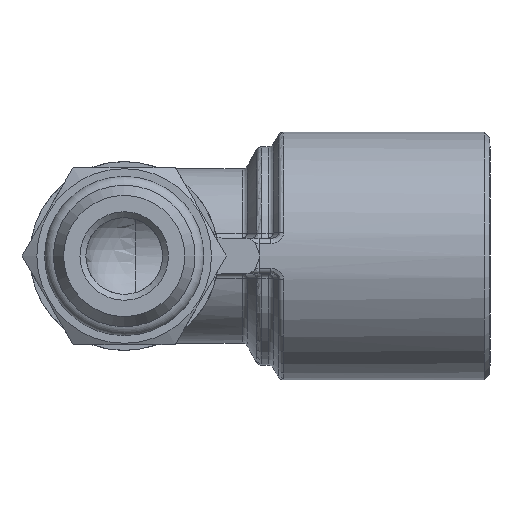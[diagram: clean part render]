
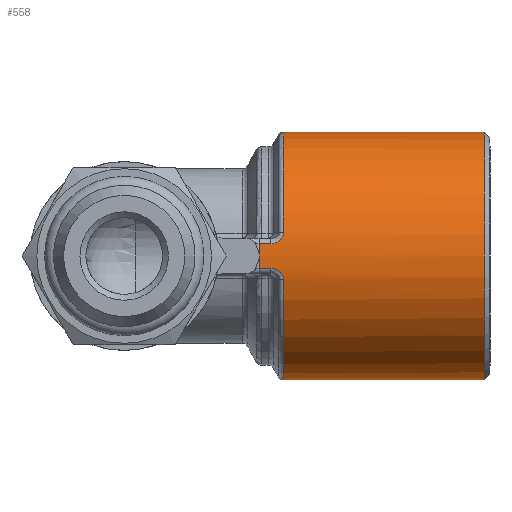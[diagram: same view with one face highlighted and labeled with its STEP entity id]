
A CAD part, front view. The second image highlights one B-rep face of the part: STEP entity #558.
In plain terms, the highlighted cylindrical face has radius 10.5 mm (diameter 21 mm), a full revolution.
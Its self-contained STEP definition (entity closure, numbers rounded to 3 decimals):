
#558 = ADVANCED_FACE( 'NONE', ( #1283, #1284 ), #1285, .T. );
#1283 = FACE_OUTER_BOUND( '', #3352, .T. );
#1284 = FACE_OUTER_BOUND( '', #3353, .T. );
#1285 = CYLINDRICAL_SURFACE( '', #3354, 10.5 );
#3352 = EDGE_LOOP( '', ( #6196, #6197, #6198, #6199, #6200, #6201, #6202 ) );
#3353 = EDGE_LOOP( '', ( #6203 ) );
#3354 = AXIS2_PLACEMENT_3D( '', #6204, #6205, #6206 );
#6196 = ORIENTED_EDGE( '', *, *, #7951, .T. );
#6197 = ORIENTED_EDGE( '', *, *, #8082, .T. );
#6198 = ORIENTED_EDGE( '', *, *, #8083, .T. );
#6199 = ORIENTED_EDGE( '', *, *, #8084, .T. );
#6200 = ORIENTED_EDGE( '', *, *, #8085, .T. );
#6201 = ORIENTED_EDGE( '', *, *, #8086, .T. );
#6202 = ORIENTED_EDGE( '', *, *, #7946, .T. );
#6203 = ORIENTED_EDGE( '', *, *, #8087, .T. );
#6204 = CARTESIAN_POINT( '', ( 0., 0., 0. ) );
#6205 = DIRECTION( '', ( 1., 0., 0. ) );
#6206 = DIRECTION( '', ( 0., 0., 1. ) );
#7946 = EDGE_CURVE( 'NONE', #9180, #9178, #9181, .T. );
#7951 = EDGE_CURVE( 'NONE', #9178, #9186, #9188, .T. );
#8082 = EDGE_CURVE( 'NONE', #9186, #9381, #9382, .T. );
#8083 = EDGE_CURVE( 'NONE', #9381, #9383, #9384, .T. );
#8084 = EDGE_CURVE( 'NONE', #9383, #9129, #9385, .T. );
#8085 = EDGE_CURVE( 'NONE', #9129, #8767, #9386, .T. );
#8086 = EDGE_CURVE( 'NONE', #8767, #9180, #9387, .T. );
#8087 = EDGE_CURVE( 'NONE', #9388, #9388, #9389, .T. );
#8767 = VERTEX_POINT( 'NONE', #10451 );
#9129 = VERTEX_POINT( 'NONE', #11745 );
#9178 = VERTEX_POINT( 'NONE', #11859 );
#9180 = VERTEX_POINT( 'NONE', #11861 );
#9181 = B_SPLINE_CURVE_WITH_KNOTS( '', 3, ( #11862, #11863, #11864, #11865, #11866, #11867, #11868, #11869, #11870, #11871, #11872, #11873, #11874 ), .UNSPECIFIED., .F., .F., ( 4, 1, 1, 1, 1, 1, 1, 1, 1, 1, 4 ), ( 0., 0.063, 0.126, 0.188, 0.25, 0.376, 0.499, 0.625, 0.749, 0.874, 1. ), .UNSPECIFIED. );
#9186 = VERTEX_POINT( 'NONE', #11886 );
#9188 = CIRCLE( '', #11888, 10.5 );
#9381 = VERTEX_POINT( 'NONE', #12524 );
#9382 = B_SPLINE_CURVE_WITH_KNOTS( '', 3, ( #12525, #12526, #12527, #12528, #12529, #12530, #12531, #12532, #12533, #12534, #12535, #12536, #12537 ), .UNSPECIFIED., .F., .F., ( 4, 1, 1, 1, 1, 1, 1, 1, 1, 1, 4 ), ( 0., 0.063, 0.126, 0.188, 0.25, 0.374, 0.5, 0.624, 0.75, 0.874, 1. ), .UNSPECIFIED. );
#9383 = VERTEX_POINT( 'NONE', #12538 );
#9384 = LINE( '', #12539, #12540 );
#9385 = ( BOUNDED_CURVE(  )B_SPLINE_CURVE( 3, ( #12543, #12544, #12545, #12546 ), .UNSPECIFIED., .F., .F. )B_SPLINE_CURVE_WITH_KNOTS( ( 4, 4 ), ( 3.041, 3.142 ), .UNSPECIFIED. )CURVE(  )GEOMETRIC_REPRESENTATION_ITEM(  )RATIONAL_B_SPLINE_CURVE( ( 1., 0.999, 0.999, 1. ) )REPRESENTATION_ITEM( '' ) );
#9386 = ( BOUNDED_CURVE(  )B_SPLINE_CURVE( 3, ( #12554, #12555, #12556, #12557 ), .UNSPECIFIED., .F., .F. )B_SPLINE_CURVE_WITH_KNOTS( ( 4, 4 ), ( 3.142, 3.242 ), .UNSPECIFIED. )CURVE(  )GEOMETRIC_REPRESENTATION_ITEM(  )RATIONAL_B_SPLINE_CURVE( ( 1., 0.999, 0.999, 1. ) )REPRESENTATION_ITEM( '' ) );
#9387 = LINE( '', #12563, #12564 );
#9388 = VERTEX_POINT( '', #12565 );
#9389 = CIRCLE( '', #12566, 10.5 );
#10451 = CARTESIAN_POINT( '', ( 11.442, -10.447, -1.05 ) );
#11745 = CARTESIAN_POINT( '', ( 11.5, -10.5, 0. ) );
#11859 = CARTESIAN_POINT( '', ( 13.499, -10.308, -2. ) );
#11861 = CARTESIAN_POINT( '', ( 12.43, -10.447, -1.05 ) );
#11862 = CARTESIAN_POINT( '', ( 12.43, -10.447, -1.05 ) );
#11863 = CARTESIAN_POINT( '', ( 12.464, -10.447, -1.051 ) );
#11864 = CARTESIAN_POINT( '', ( 12.531, -10.447, -1.052 ) );
#11865 = CARTESIAN_POINT( '', ( 12.63, -10.446, -1.065 ) );
#11866 = CARTESIAN_POINT( '', ( 12.728, -10.444, -1.085 ) );
#11867 = CARTESIAN_POINT( '', ( 12.855, -10.44, -1.122 ) );
#11868 = CARTESIAN_POINT( '', ( 13.008, -10.433, -1.189 ) );
#11869 = CARTESIAN_POINT( '', ( 13.173, -10.419, -1.303 ) );
#11870 = CARTESIAN_POINT( '', ( 13.313, -10.4, -1.445 ) );
#11871 = CARTESIAN_POINT( '', ( 13.418, -10.376, -1.615 ) );
#11872 = CARTESIAN_POINT( '', ( 13.487, -10.345, -1.803 ) );
#11873 = CARTESIAN_POINT( '', ( 13.495, -10.32, -1.934 ) );
#11874 = CARTESIAN_POINT( '', ( 13.499, -10.308, -2. ) );
#11886 = CARTESIAN_POINT( '', ( 13.499, -10.308, 2. ) );
#11888 = AXIS2_PLACEMENT_3D( '', #14638, #14639, #14640 );
#12524 = CARTESIAN_POINT( '', ( 12.43, -10.447, 1.05 ) );
#12525 = CARTESIAN_POINT( '', ( 13.499, -10.308, 2. ) );
#12526 = CARTESIAN_POINT( '', ( 13.498, -10.314, 1.967 ) );
#12527 = CARTESIAN_POINT( '', ( 13.496, -10.327, 1.901 ) );
#12528 = CARTESIAN_POINT( '', ( 13.479, -10.344, 1.804 ) );
#12529 = CARTESIAN_POINT( '', ( 13.452, -10.36, 1.709 ) );
#12530 = CARTESIAN_POINT( '', ( 13.402, -10.379, 1.588 ) );
#12531 = CARTESIAN_POINT( '', ( 13.314, -10.4, 1.447 ) );
#12532 = CARTESIAN_POINT( '', ( 13.175, -10.419, 1.304 ) );
#12533 = CARTESIAN_POINT( '', ( 13.009, -10.433, 1.19 ) );
#12534 = CARTESIAN_POINT( '', ( 12.826, -10.441, 1.11 ) );
#12535 = CARTESIAN_POINT( '', ( 12.631, -10.446, 1.059 ) );
#12536 = CARTESIAN_POINT( '', ( 12.497, -10.447, 1.053 ) );
#12537 = CARTESIAN_POINT( '', ( 12.43, -10.447, 1.05 ) );
#12538 = CARTESIAN_POINT( '', ( 11.442, -10.447, 1.05 ) );
#12539 = CARTESIAN_POINT( '', ( 0., -10.447, 1.05 ) );
#12540 = VECTOR( '', #14721, 1000. );
#12543 = CARTESIAN_POINT( '', ( 11.442, -10.447, 1.05 ) );
#12544 = CARTESIAN_POINT( '', ( 11.481, -10.482, 0.701 ) );
#12545 = CARTESIAN_POINT( '', ( 11.5, -10.5, 0.351 ) );
#12546 = CARTESIAN_POINT( '', ( 11.5, -10.5, 0. ) );
#12554 = CARTESIAN_POINT( '', ( 11.5, -10.5, 0. ) );
#12555 = CARTESIAN_POINT( '', ( 11.5, -10.5, -0.351 ) );
#12556 = CARTESIAN_POINT( '', ( 11.481, -10.482, -0.701 ) );
#12557 = CARTESIAN_POINT( '', ( 11.442, -10.447, -1.05 ) );
#12563 = CARTESIAN_POINT( '', ( 0., -10.447, -1.05 ) );
#12564 = VECTOR( '', #14722, 1000. );
#12565 = CARTESIAN_POINT( '', ( 30.5, 0., 10.5 ) );
#12566 = AXIS2_PLACEMENT_3D( '', #14723, #14724, #14725 );
#14638 = CARTESIAN_POINT( '', ( 13.499, 0., 0. ) );
#14639 = DIRECTION( '', ( 1., 0., 0. ) );
#14640 = DIRECTION( '', ( 0., 0., -1. ) );
#14721 = DIRECTION( '', ( -1., 0., 0. ) );
#14722 = DIRECTION( '', ( 1., 0., 0. ) );
#14723 = CARTESIAN_POINT( '', ( 30.5, 0., 0. ) );
#14724 = DIRECTION( '', ( -1., 0., 0. ) );
#14725 = DIRECTION( '', ( 0., 0., 1. ) );
